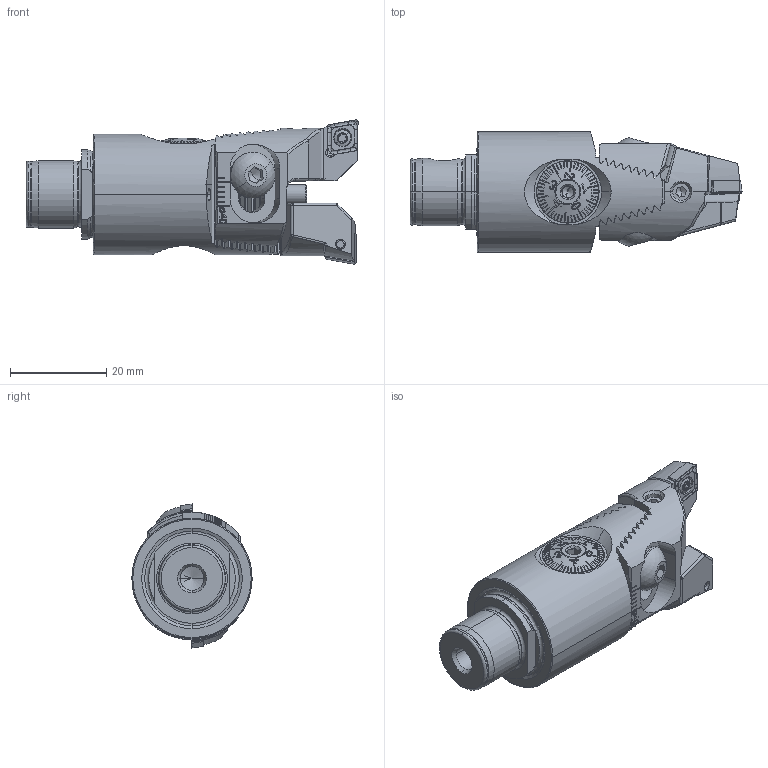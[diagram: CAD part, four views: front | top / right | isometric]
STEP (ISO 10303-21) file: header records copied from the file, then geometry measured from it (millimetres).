
FILE_DESCRIPTION (( 'STEP AP203' ), '1' );
FILE_NAME ('145.250.000.STEP', '2018-03-06T08:53:56', ( 'SWIAdmin' ), ( 'Hewlett-Packard Company' ), 'SwSTEP 2.0', 'SolidWorks 2017', '' );
FILE_SCHEMA (( 'CONFIG_CONTROL_DESIGN' ));
Length unit declared in the file: millimetre
Products named in the file (23): F25-BG2.008.009_A; Z25-ER3.001.010_A; Z25-ER1.002.012_A; F25-BG1.009.006_A; ISO 4028 - M3 x 5_M3x6; Z25-ER1.003.012_A_gespannt; ZC2-BG1.013.016; ZC2-WCA.010.016_versetzt Combi; Z25-ER1.001.012; ZC2-BG3.005.015_A_ZC2; ZC2-BG1.013.016_A; Z20-ER2.001.013_A; ZCx-BG2.00x.0xx_A_ZC2; F25-BG2.010.011_A; WCA-ER2.001.006_A; 145.250.000; F25-BG2.013.003_A; CCMT060204; F25-BG2.013.004_A; ZC2-xxx.001.016_A; DIN 3771 - 11x1; ZC2-xxx.001.016_A_versetzt Combi; MB2-ZC2.K23.055_A_mit Verzahnung
Assembly tree (25 placements, depth 3):
  145.250.000
    MB2-ZC2.K23.055_A_mit Verzahnung
    Z25-ER1.001.012  x2
      Z25-ER1.002.012_A
      Z25-ER1.003.012_A_gespannt
    Z20-ER2.001.013_A
    ZC2-WCA.010.016_versetzt Combi
      WCA-ER2.001.006_A  x2
      CCMT060204  x2
      ZC2-xxx.001.016_A
      ZC2-xxx.001.016_A_versetzt Combi
      Z25-ER3.001.010_A
      ISO 4028 - M3 x 5_M3x6
    ZC2-BG1.013.016
      ZC2-BG1.013.016_A
      F25-BG2.010.011_A
      F25-BG2.013.003_A
      F25-BG2.013.004_A
      DIN 3771 - 11x1
      F25-BG2.008.009_A
      F25-BG1.009.006_A
    ZC2-BG3.005.015_A_ZC2
    ZCx-BG2.00x.0xx_A_ZC2
Bounding box: 69 x 25 x 30 mm (x, y, z)
Volume: 21301.6 mm3; surface area: 15966.9 mm2
Topology: 23 solids, 23 shells, 1483 faces, 3948 edges, 2506 vertices
Faces by surface type: plane 736, cylinder 296, cone 236, bspline 127, torus 70, sphere 18
Entity records: 52336 total; most frequent: CARTESIAN_POINT 18503, ORIENTED_EDGE 7310, DIRECTION 5607, EDGE_CURVE 3655, VERTEX_POINT 2347, AXIS2_PLACEMENT_3D 2015, VECTOR 1577, LINE 1577
